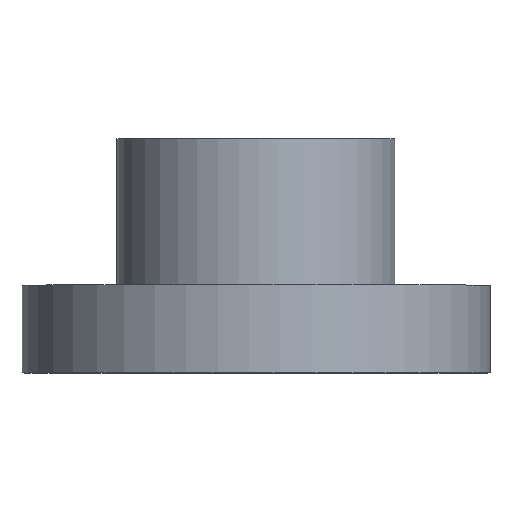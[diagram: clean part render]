
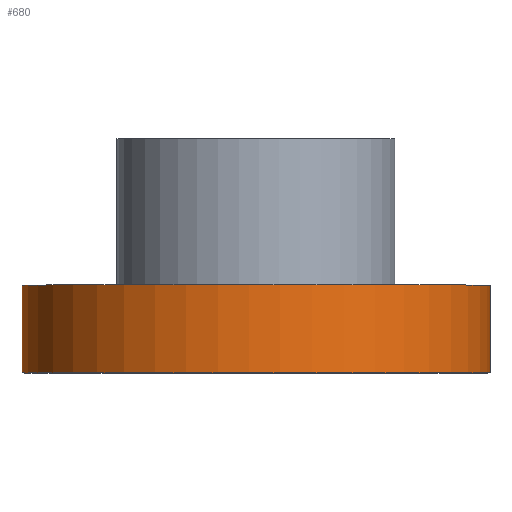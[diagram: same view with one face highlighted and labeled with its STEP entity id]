
A CAD part, top view. The second image highlights one B-rep face of the part: STEP entity #680.
In plain terms, the highlighted free-form (B-spline) face has degree [2, 1] with [9, 2] control points.
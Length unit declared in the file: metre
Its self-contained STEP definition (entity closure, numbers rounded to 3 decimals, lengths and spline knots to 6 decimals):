
#12 = CARTESIAN_POINT('NONE', (5.16128, 0, -0));
#13 = VERTEX_POINT('NONE', #12);
#14 = CARTESIAN_POINT('NONE', (5.16128, 1.93548, -0));
#15 = VERTEX_POINT('NONE', #14);
#96 = CARTESIAN_POINT('NONE', (5.16128, 0, -0));
#97 = CARTESIAN_POINT('NONE', (5.16128, 0, -5.16128));
#98 = CARTESIAN_POINT('NONE', (0., 0, -5.16128));
#99 = CARTESIAN_POINT('NONE', (-5.16128, 0, -5.16128));
#100 = CARTESIAN_POINT('NONE', (-5.16128, 0, 0.));
#101 = CARTESIAN_POINT('NONE', (-5.16128, 0, 5.16128));
#102 = CARTESIAN_POINT('NONE', (0., 0, 5.16128));
#103 = CARTESIAN_POINT('NONE', (5.16128, 0, 5.16128));
#104 = CARTESIAN_POINT('NONE', (5.16128, 0, -0));
#105 = (
  BOUNDED_CURVE()
  B_SPLINE_CURVE(2, (#96, #97, #98, #99, #100, #101, #102, #103, #104), .UNSPECIFIED., .F., .F.)
  B_SPLINE_CURVE_WITH_KNOTS((3, 2, 2, 2, 3), (0, 0.25, 0.5, 0.75, 1), .UNSPECIFIED.)
  CURVE()
  GEOMETRIC_REPRESENTATION_ITEM()
  RATIONAL_B_SPLINE_CURVE((1, 0.707, 1, 0.707, 1, 0.707, 1, 0.707, 1))
  REPRESENTATION_ITEM('NONE')
);
#106 = DIRECTION('NONE', (0, 1, 0));
#107 = VECTOR('NONE', #106, 1);
#108 = CARTESIAN_POINT('NONE', (5.16128, 0, -0));
#109 = LINE('NONE', #108, #107);
#110 = CARTESIAN_POINT('NONE', (5.16128, 1.93548, -0));
#111 = CARTESIAN_POINT('NONE', (5.16128, 1.93548, -5.16128));
#112 = CARTESIAN_POINT('NONE', (0., 1.93548, -5.16128));
#113 = CARTESIAN_POINT('NONE', (-5.16128, 1.93548, -5.16128));
#114 = CARTESIAN_POINT('NONE', (-5.16128, 1.93548, 0.));
#115 = CARTESIAN_POINT('NONE', (-5.16128, 1.93548, 5.16128));
#116 = CARTESIAN_POINT('NONE', (0., 1.93548, 5.16128));
#117 = CARTESIAN_POINT('NONE', (5.16128, 1.93548, 5.16128));
#118 = CARTESIAN_POINT('NONE', (5.16128, 1.93548, -0));
#119 = (
  BOUNDED_CURVE()
  B_SPLINE_CURVE(2, (#110, #111, #112, #113, #114, #115, #116, #117, #118), .UNSPECIFIED., .F., .F.)
  B_SPLINE_CURVE_WITH_KNOTS((3, 2, 2, 2, 3), (0, 0.25, 0.5, 0.75, 1), .UNSPECIFIED.)
  CURVE()
  GEOMETRIC_REPRESENTATION_ITEM()
  RATIONAL_B_SPLINE_CURVE((1, 0.707, 1, 0.707, 1, 0.707, 1, 0.707, 1))
  REPRESENTATION_ITEM('NONE')
);
#318 = EDGE_CURVE('NONE', #13, #13, #105, .T.);
#319 = EDGE_CURVE('NONE', #13, #15, #109, .T.);
#320 = EDGE_CURVE('NONE', #15, #15, #119, .T.);
#363 = ORIENTED_EDGE('NONE', *, *, #318, .T.);
#364 = ORIENTED_EDGE('NONE', *, *, #319, .T.);
#365 = ORIENTED_EDGE('NONE', *, *, #320, .F.);
#366 = ORIENTED_EDGE('NONE', *, *, #319, .F.);
#367 = EDGE_LOOP('NONE', (#363, #364, #365, #366));
#490 = CARTESIAN_POINT('NONE', (5.16128, 0, -0));
#491 = CARTESIAN_POINT('NONE', (5.16128, 1.93548, -0));
#492 = CARTESIAN_POINT('NONE', (5.16128, 0, -5.16128));
#493 = CARTESIAN_POINT('NONE', (5.16128, 1.93548, -5.16128));
#494 = CARTESIAN_POINT('NONE', (0., 0, -5.16128));
#495 = CARTESIAN_POINT('NONE', (0., 1.93548, -5.16128));
#496 = CARTESIAN_POINT('NONE', (-5.16128, 0, -5.16128));
#497 = CARTESIAN_POINT('NONE', (-5.16128, 1.93548, -5.16128));
#498 = CARTESIAN_POINT('NONE', (-5.16128, 0, 0.));
#499 = CARTESIAN_POINT('NONE', (-5.16128, 1.93548, 0.));
#500 = CARTESIAN_POINT('NONE', (-5.16128, 0, 5.16128));
#501 = CARTESIAN_POINT('NONE', (-5.16128, 1.93548, 5.16128));
#502 = CARTESIAN_POINT('NONE', (0., 0, 5.16128));
#503 = CARTESIAN_POINT('NONE', (0., 1.93548, 5.16128));
#504 = CARTESIAN_POINT('NONE', (5.16128, 0, 5.16128));
#505 = CARTESIAN_POINT('NONE', (5.16128, 1.93548, 5.16128));
#506 = CARTESIAN_POINT('NONE', (5.16128, 0, -0));
#507 = CARTESIAN_POINT('NONE', (5.16128, 1.93548, -0));
#508 = (
  BOUNDED_SURFACE()
  B_SPLINE_SURFACE(2, 1, ((#490, #491), (#492, #493), (#494, #495), (#496, #497), (#498, #499), (#500, #501), (#502, #503), (#504, #505), (#506, #507)), .UNSPECIFIED., .F., .F., .F.)
  B_SPLINE_SURFACE_WITH_KNOTS((3, 2, 2, 2, 3), (2, 2), (0, 0.25, 0.5, 0.75, 1), (0, 76.2), .UNSPECIFIED.)
  GEOMETRIC_REPRESENTATION_ITEM()
  RATIONAL_B_SPLINE_SURFACE(((1, 1), (0.707, 0.707), (1, 1), (0.707, 0.707), (1, 1), (0.707, 0.707), (1, 1), (0.707, 0.707), (1, 1)))
  REPRESENTATION_ITEM('NONE')
  SURFACE()
);
#679 = FACE_OUTER_BOUND('NONE', #367, .T.);
#680 = ADVANCED_FACE('NONE', (#679), #508, .T.);
